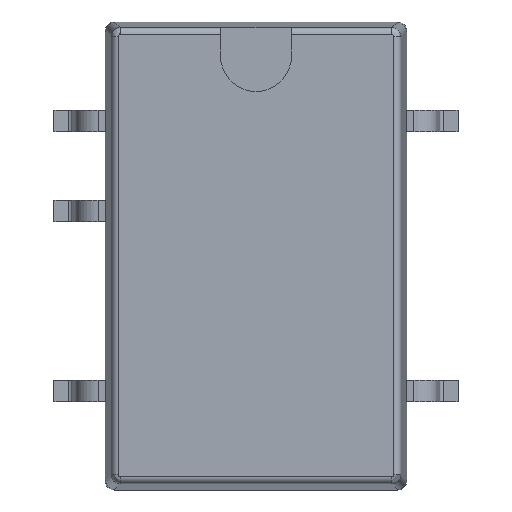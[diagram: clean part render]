
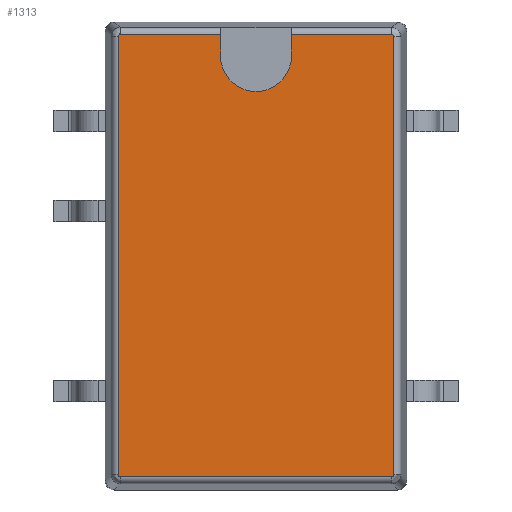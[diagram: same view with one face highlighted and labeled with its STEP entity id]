
A CAD part, top view. The second image highlights one B-rep face of the part: STEP entity #1313.
In plain terms, the highlighted planar face has unit normal (0, 0, 1).
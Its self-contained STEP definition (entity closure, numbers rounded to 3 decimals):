
#24 = VERTEX_POINT('',#25);
#25 = CARTESIAN_POINT('',(1.,5.63,7.25)
  );
#31 = EDGE_CURVE('',#32,#24,#34,.T.);
#32 = VERTEX_POINT('',#33);
#33 = CARTESIAN_POINT('',(0.,4.63,
    7.25));
#34 = CIRCLE('',#35,1.);
#35 = AXIS2_PLACEMENT_3D('',#36,#37,#38);
#36 = CARTESIAN_POINT('',(0.,5.63,
    7.25));
#37 = DIRECTION('',(0.,0.,1.));
#38 = DIRECTION('',(0.,-1.,0.));
#63 = EDGE_CURVE('',#64,#32,#66,.T.);
#64 = VERTEX_POINT('',#65);
#65 = CARTESIAN_POINT('',(-1.,5.63,7.25)
  );
#66 = CIRCLE('',#67,1.);
#67 = AXIS2_PLACEMENT_3D('',#68,#69,#70);
#68 = CARTESIAN_POINT('',(0.,5.63,
    7.25));
#69 = DIRECTION('',(0.,0.,1.));
#70 = DIRECTION('',(0.,-1.,0.));
#1161 = VERTEX_POINT('',#1162);
#1162 = CARTESIAN_POINT('',(-3.832,-6.231,
    7.25));
#1169 = EDGE_CURVE('',#1161,#1170,#1172,.T.);
#1170 = VERTEX_POINT('',#1171);
#1171 = CARTESIAN_POINT('',(-3.882,-6.181,7.25));
#1172 = CIRCLE('',#1173,0.05);
#1173 = AXIS2_PLACEMENT_3D('',#1174,#1175,#1176);
#1174 = CARTESIAN_POINT('',(-3.832,-6.182,
    7.25));
#1175 = DIRECTION('',(0.,0.,
    -1.));
#1176 = DIRECTION('',(0.,-1.,
    0.));
#1205 = EDGE_CURVE('',#1170,#1206,#1208,.T.);
#1206 = VERTEX_POINT('',#1207);
#1207 = CARTESIAN_POINT('',(-3.882,6.181,
    7.25));
#1208 = LINE('',#1209,#1210);
#1209 = CARTESIAN_POINT('',(-3.882,-6.181,7.25
    ));
#1210 = VECTOR('',#1211,1.);
#1211 = DIRECTION('',(0.,1.,0.));
#1233 = EDGE_CURVE('',#1206,#1234,#1236,.T.);
#1234 = VERTEX_POINT('',#1235);
#1235 = CARTESIAN_POINT('',(-3.832,6.231,
    7.25));
#1236 = CIRCLE('',#1237,0.05);
#1237 = AXIS2_PLACEMENT_3D('',#1238,#1239,#1240);
#1238 = CARTESIAN_POINT('',(-3.832,6.182,7.25
    ));
#1239 = DIRECTION('',(0.,0.,
    -1.));
#1240 = DIRECTION('',(-1.,0.,
    0.));
#1271 = EDGE_CURVE('',#1272,#1234,#1274,.T.);
#1272 = VERTEX_POINT('',#1273);
#1273 = CARTESIAN_POINT('',(-1.,6.231,
    7.25));
#1274 = LINE('',#1275,#1276);
#1275 = CARTESIAN_POINT('',(-1.,6.231,
    7.25));
#1276 = VECTOR('',#1277,1.);
#1277 = DIRECTION('',(-1.,0.,0.));
#1303 = EDGE_CURVE('',#64,#1272,#1304,.T.);
#1304 = LINE('',#1305,#1306);
#1305 = CARTESIAN_POINT('',(-1.,5.63,
    7.25));
#1306 = VECTOR('',#1307,1.);
#1307 = DIRECTION('',(0.,1.,0.));
#1313 = ADVANCED_FACE('',(#1314),#1371,.T.);
#1314 = FACE_BOUND('',#1315,.T.);
#1315 = EDGE_LOOP('',(#1316,#1317,#1318,#1319,#1320,#1328,#1337,#1345,
    #1354,#1362,#1368,#1369,#1370));
#1316 = ORIENTED_EDGE('',*,*,#1271,.T.);
#1317 = ORIENTED_EDGE('',*,*,#1233,.F.);
#1318 = ORIENTED_EDGE('',*,*,#1205,.F.);
#1319 = ORIENTED_EDGE('',*,*,#1169,.F.);
#1320 = ORIENTED_EDGE('',*,*,#1321,.F.);
#1321 = EDGE_CURVE('',#1322,#1161,#1324,.T.);
#1322 = VERTEX_POINT('',#1323);
#1323 = CARTESIAN_POINT('',(3.832,-6.231,
    7.25));
#1324 = LINE('',#1325,#1326);
#1325 = CARTESIAN_POINT('',(3.832,-6.231,
    7.25));
#1326 = VECTOR('',#1327,1.);
#1327 = DIRECTION('',(-1.,0.,0.));
#1328 = ORIENTED_EDGE('',*,*,#1329,.F.);
#1329 = EDGE_CURVE('',#1330,#1322,#1332,.T.);
#1330 = VERTEX_POINT('',#1331);
#1331 = CARTESIAN_POINT('',(3.882,-6.181,
    7.25));
#1332 = CIRCLE('',#1333,0.05);
#1333 = AXIS2_PLACEMENT_3D('',#1334,#1335,#1336);
#1334 = CARTESIAN_POINT('',(3.832,-6.182,
    7.25));
#1335 = DIRECTION('',(0.,0.,
    -1.));
#1336 = DIRECTION('',(1.,0.,
    0.));
#1337 = ORIENTED_EDGE('',*,*,#1338,.T.);
#1338 = EDGE_CURVE('',#1330,#1339,#1341,.T.);
#1339 = VERTEX_POINT('',#1340);
#1340 = CARTESIAN_POINT('',(3.882,6.181,7.25
    ));
#1341 = LINE('',#1342,#1343);
#1342 = CARTESIAN_POINT('',(3.882,-6.181,
    7.25));
#1343 = VECTOR('',#1344,1.);
#1344 = DIRECTION('',(0.,1.,0.));
#1345 = ORIENTED_EDGE('',*,*,#1346,.F.);
#1346 = EDGE_CURVE('',#1347,#1339,#1349,.T.);
#1347 = VERTEX_POINT('',#1348);
#1348 = CARTESIAN_POINT('',(3.832,6.231,7.25
    ));
#1349 = CIRCLE('',#1350,0.05);
#1350 = AXIS2_PLACEMENT_3D('',#1351,#1352,#1353);
#1351 = CARTESIAN_POINT('',(3.832,6.182,7.25
    ));
#1352 = DIRECTION('',(0.,0.,
    -1.));
#1353 = DIRECTION('',(0.,1.,
    0.));
#1354 = ORIENTED_EDGE('',*,*,#1355,.T.);
#1355 = EDGE_CURVE('',#1347,#1356,#1358,.T.);
#1356 = VERTEX_POINT('',#1357);
#1357 = CARTESIAN_POINT('',(1.,6.231,7.25));
#1358 = LINE('',#1359,#1360);
#1359 = CARTESIAN_POINT('',(3.832,6.231,7.25)
  );
#1360 = VECTOR('',#1361,1.);
#1361 = DIRECTION('',(-1.,0.,0.));
#1362 = ORIENTED_EDGE('',*,*,#1363,.F.);
#1363 = EDGE_CURVE('',#24,#1356,#1364,.T.);
#1364 = LINE('',#1365,#1366);
#1365 = CARTESIAN_POINT('',(1.,5.63,7.25
    ));
#1366 = VECTOR('',#1367,1.);
#1367 = DIRECTION('',(0.,1.,0.));
#1368 = ORIENTED_EDGE('',*,*,#31,.F.);
#1369 = ORIENTED_EDGE('',*,*,#63,.F.);
#1370 = ORIENTED_EDGE('',*,*,#1303,.T.);
#1371 = PLANE('',#1372);
#1372 = AXIS2_PLACEMENT_3D('',#1373,#1374,#1375);
#1373 = CARTESIAN_POINT('',(0.,0.,
    7.25));
#1374 = DIRECTION('',(0.,0.,1.));
#1375 = DIRECTION('',(0.,-1.,0.));
